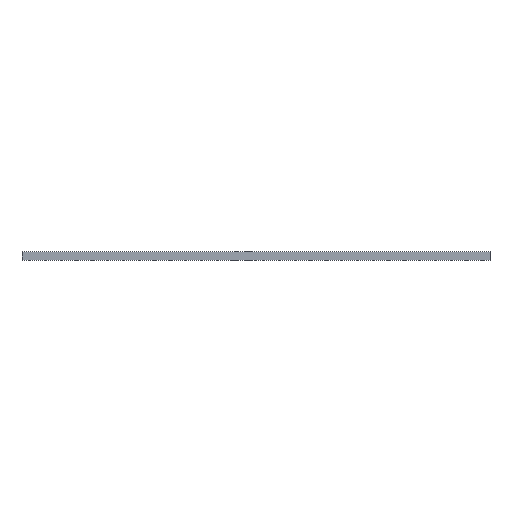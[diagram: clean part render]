
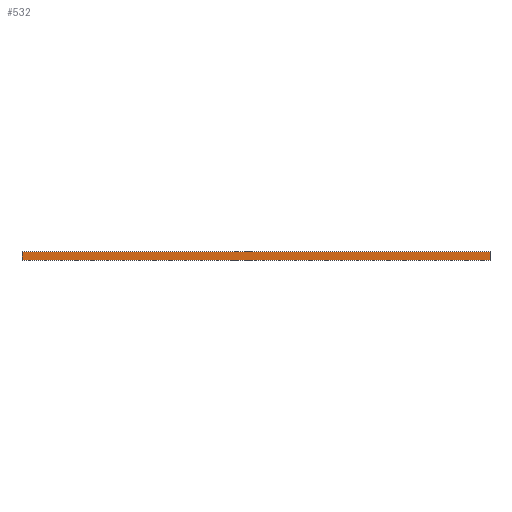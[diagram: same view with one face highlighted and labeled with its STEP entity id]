
A CAD part, front view. The second image highlights one B-rep face of the part: STEP entity #532.
In plain terms, the highlighted planar face has unit normal (0, -0.999, -0.035).
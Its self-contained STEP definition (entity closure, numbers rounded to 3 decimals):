
#339 = DIRECTION ( 'NONE',  ( 0., -0.035, 0.999 ) ) ;
#410 = CARTESIAN_POINT ( 'NONE',  ( 3000., -0.01, 0.29 ) ) ;
#462 = ORIENTED_EDGE ( 'NONE', *, *, #16077, .F. ) ;
#532 = ADVANCED_FACE ( 'NONE', ( #11797 ), #15897, .T. ) ;
#1218 = LINE ( 'NONE', #11629, #14484 ) ;
#1614 = LINE ( 'NONE', #410, #6374 ) ;
#1721 = ORIENTED_EDGE ( 'NONE', *, *, #17868, .F. ) ;
#2062 = ORIENTED_EDGE ( 'NONE', *, *, #7862, .T. ) ;
#3382 = CARTESIAN_POINT ( 'NONE',  ( -3000., -3.694, 105.793 ) ) ;
#4031 = CARTESIAN_POINT ( 'NONE',  ( -3000., -0.01, 0.29 ) ) ;
#4307 = CARTESIAN_POINT ( 'NONE',  ( 3000., -0.01, 0.29 ) ) ;
#4512 = VERTEX_POINT ( 'NONE', #4307 ) ;
#5102 = DIRECTION ( 'NONE',  ( 0., 0.035, -0.999 ) ) ;
#6018 = DIRECTION ( 'NONE',  ( -1., 0., 0. ) ) ;
#6374 = VECTOR ( 'NONE', #14926, 1000. ) ;
#7552 = CARTESIAN_POINT ( 'NONE',  ( -3000., -0.01, 0.29 ) ) ;
#7862 = EDGE_CURVE ( 'NONE', #19481, #13416, #1218, .T. ) ;
#8876 = CARTESIAN_POINT ( 'NONE',  ( 3000., -0.01, 0.29 ) ) ;
#9512 = CARTESIAN_POINT ( 'NONE',  ( 3000., -3.694, 105.793 ) ) ;
#10670 = DIRECTION ( 'NONE',  ( 0., -0.999, -0.035 ) ) ;
#10973 = LINE ( 'NONE', #8876, #14362 ) ;
#11629 = CARTESIAN_POINT ( 'NONE',  ( 3000., -3.694, 105.793 ) ) ;
#11797 = FACE_OUTER_BOUND ( 'NONE', #18177, .T. ) ;
#13128 = AXIS2_PLACEMENT_3D ( 'NONE', #21331, #10670, #5102 ) ;
#13145 = VECTOR ( 'NONE', #339, 1000. ) ;
#13164 = ORIENTED_EDGE ( 'NONE', *, *, #16558, .T. ) ;
#13416 = VERTEX_POINT ( 'NONE', #3382 ) ;
#14362 = VECTOR ( 'NONE', #14675, 1000. ) ;
#14484 = VECTOR ( 'NONE', #6018, 1000. ) ;
#14675 = DIRECTION ( 'NONE',  ( 0., -0.035, 0.999 ) ) ;
#14926 = DIRECTION ( 'NONE',  ( -1., 0., 0. ) ) ;
#15897 = PLANE ( 'NONE',  #13128 ) ;
#16077 = EDGE_CURVE ( 'NONE', #19476, #13416, #22696, .T. ) ;
#16558 = EDGE_CURVE ( 'NONE', #4512, #19481, #10973, .T. ) ;
#17868 = EDGE_CURVE ( 'NONE', #4512, #19476, #1614, .T. ) ;
#18177 = EDGE_LOOP ( 'NONE', ( #462, #1721, #13164, #2062 ) ) ;
#19476 = VERTEX_POINT ( 'NONE', #7552 ) ;
#19481 = VERTEX_POINT ( 'NONE', #9512 ) ;
#21331 = CARTESIAN_POINT ( 'NONE',  ( 3000., -0.01, 0.29 ) ) ;
#22696 = LINE ( 'NONE', #4031, #13145 ) ;
